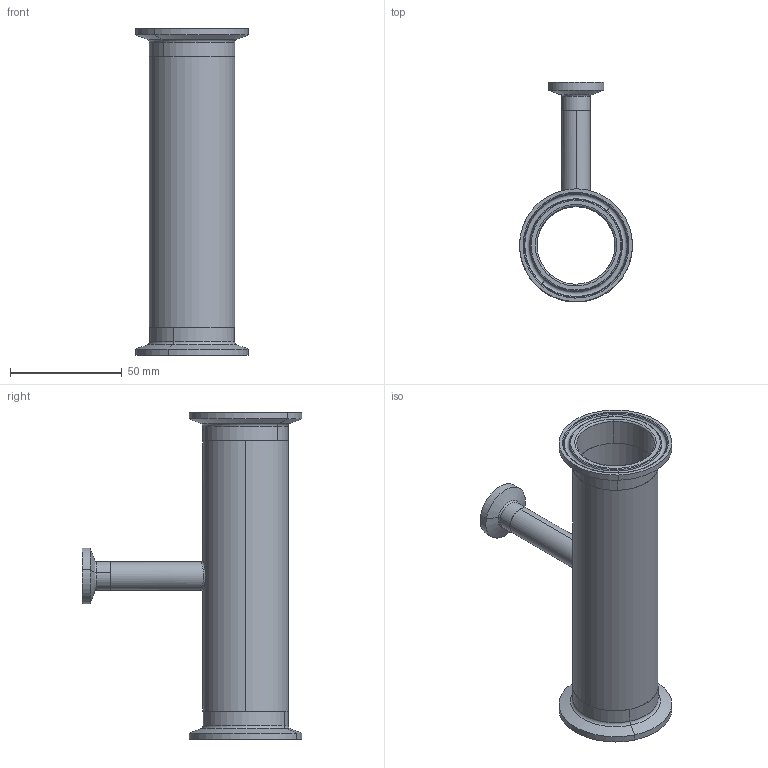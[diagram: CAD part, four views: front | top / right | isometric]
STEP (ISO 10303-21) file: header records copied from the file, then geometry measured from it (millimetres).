
FILE_DESCRIPTION (( 'STEP AP214' ), '1' );
FILE_NAME ('DT19 38.1x12.7 B.STEP', '2014-03-17T08:38:35', ( '' ), ( '' ), 'SwSTEP 2.0', 'SolidWorks 2013', '' );
FILE_SCHEMA (( 'AUTOMOTIVE_DESIGN' ));
Length unit declared in the file: inch
Products named in the file (4): 19 38.1; DT19 38.1x12.7 B; DT19 38.1x12.7; 19 12.7
Assembly tree (4 placements, depth 2):
  DT19 38.1x12.7 B
    DT19 38.1x12.7
    19 12.7
    19 38.1  x2
Bounding box: 50.38 x 98.19 x 146 mm (x, y, z)
Volume: 37644.4 mm3; surface area: 42765 mm2
Topology: 4 solids, 4 shells, 90 faces, 186 edges, 108 vertices
Faces by surface type: torus 30, cylinder 28, cone 16, plane 12, bspline 4
Entity records: 2791 total; most frequent: CARTESIAN_POINT 1175, DIRECTION 352, ORIENTED_EDGE 272, AXIS2_PLACEMENT_3D 160, EDGE_CURVE 136, CIRCLE 92, VERTEX_POINT 80, EDGE_LOOP 76
